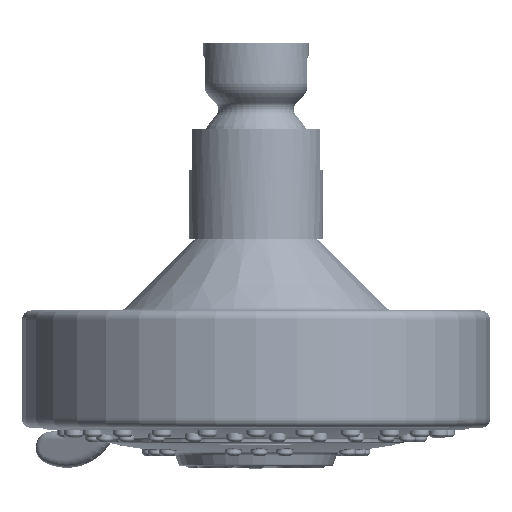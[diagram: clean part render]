
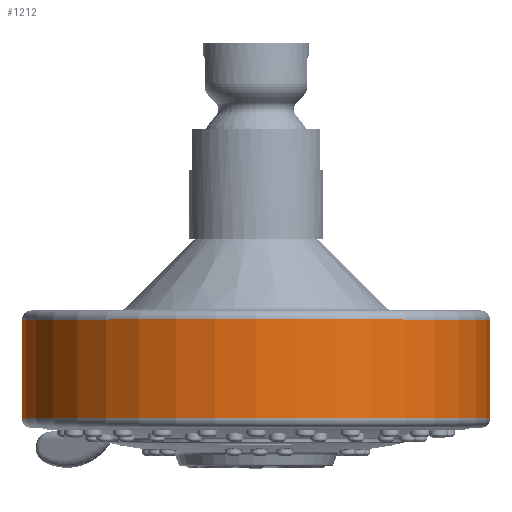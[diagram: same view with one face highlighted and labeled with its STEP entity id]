
A CAD part, top view. The second image highlights one B-rep face of the part: STEP entity #1212.
In plain terms, the highlighted cylindrical face has radius 50.8 mm (diameter 101.6 mm), a partial arc.
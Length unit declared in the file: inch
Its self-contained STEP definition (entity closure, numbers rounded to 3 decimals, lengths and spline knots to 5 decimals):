
#505=CARTESIAN_POINT('',(0.,0.07592,0.));
#506=DIRECTION('',(0.,1.,0.));
#507=DIRECTION('',(-1.,0.,0.));
#508=AXIS2_PLACEMENT_3D('',#505,#506,#507);
#513=DIRECTION('',(0.,-1.,0.));
#514=VECTOR('',#513,0.84408);
#515=CARTESIAN_POINT('',(-2.,0.92,0.));
#516=LINE('',#515,#514);
#520=CARTESIAN_POINT('',(0.,0.92,0.));
#521=DIRECTION('',(0.,1.,0.));
#522=DIRECTION('',(-1.,0.,0.));
#523=AXIS2_PLACEMENT_3D('',#520,#521,#522);
#528=DIRECTION('',(0.,-1.,0.));
#529=VECTOR('',#528,0.84408);
#530=CARTESIAN_POINT('',(2.,0.92,0.));
#531=LINE('',#530,#529);
#642=CARTESIAN_POINT('',(-2.,0.92,0.));
#644=VERTEX_POINT('',#642);
#646=CARTESIAN_POINT('',(2.,0.92,0.));
#648=VERTEX_POINT('',#646);
#665=CARTESIAN_POINT('',(2.,0.07592,0.));
#666=CARTESIAN_POINT('',(-2.,0.07592,0.));
#667=VERTEX_POINT('',#665);
#668=VERTEX_POINT('',#666);
#1201=CARTESIAN_POINT('',(0.,1.7031,0.));
#1202=DIRECTION('',(0.,-1.,0.));
#1203=DIRECTION('',(-1.,0.,0.));
#1204=AXIS2_PLACEMENT_3D('',#1201,#1202,#1203);
#1205=CYLINDRICAL_SURFACE('',#1204,2.);
#1206=ORIENTED_EDGE('',*,*,#1185,.F.);
#1207=ORIENTED_EDGE('',*,*,#1146,.F.);
#1208=ORIENTED_EDGE('',*,*,#1104,.T.);
#1209=ORIENTED_EDGE('',*,*,#1143,.T.);
#1210=EDGE_LOOP('',(#1206,#1207,#1208,#1209));
#1211=FACE_OUTER_BOUND('',#1210,.F.);
#509=CIRCLE('',#508,2.);
#524=CIRCLE('',#523,2.);
#1104=EDGE_CURVE('',#644,#648,#524,.T.);
#1143=EDGE_CURVE('',#648,#667,#531,.T.);
#1146=EDGE_CURVE('',#644,#668,#516,.T.);
#1185=EDGE_CURVE('',#668,#667,#509,.T.);
#1212=ADVANCED_FACE('',(#1211),#1205,.T.);
